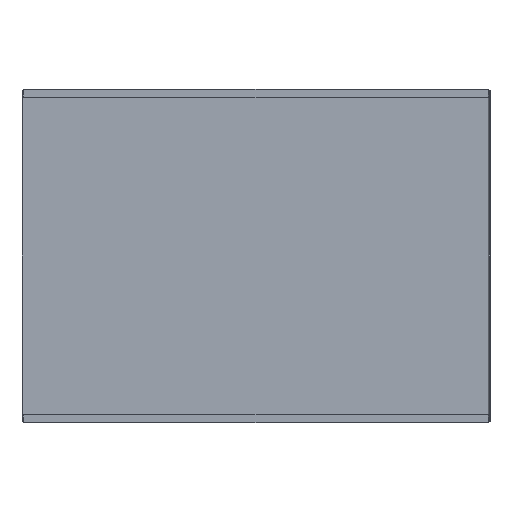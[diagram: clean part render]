
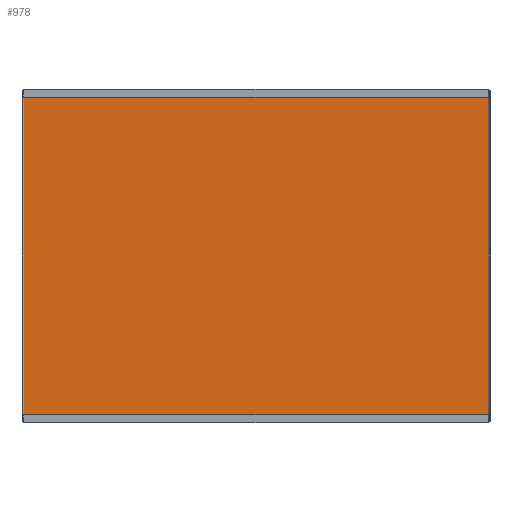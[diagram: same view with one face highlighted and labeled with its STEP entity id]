
A CAD part, front view. The second image highlights one B-rep face of the part: STEP entity #978.
In plain terms, the highlighted planar face has unit normal (0, -1, 0).
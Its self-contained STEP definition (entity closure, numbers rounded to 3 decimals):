
#11 = CARTESIAN_POINT ( 'NONE',  ( -350.5, -1.5, 239.54 ) ) ;
#34 = LINE ( 'NONE', #3713, #2026 ) ;
#307 = CARTESIAN_POINT ( 'NONE',  ( -350.5, -1.5, -239.54 ) ) ;
#403 = ORIENTED_EDGE ( 'NONE', *, *, #3421, .F. ) ;
#529 = DIRECTION ( 'NONE',  ( 0., -1., 0. ) ) ;
#653 = VERTEX_POINT ( 'NONE', #307 ) ;
#667 = DIRECTION ( 'NONE',  ( 1., 0., 0. ) ) ;
#978 = ADVANCED_FACE ( 'NONE', ( #3004 ), #3437, .T. ) ;
#1079 = EDGE_LOOP ( 'NONE', ( #403, #3138, #3682, #3023 ) ) ;
#1221 = CARTESIAN_POINT ( 'NONE',  ( 350.5, -1.5, 250. ) ) ;
#1290 = VECTOR ( 'NONE', #667, 1000. ) ;
#1563 = CARTESIAN_POINT ( 'NONE',  ( 0., -1.5, 239.54 ) ) ;
#1667 = DIRECTION ( 'NONE',  ( -1., 0., 0. ) ) ;
#1705 = LINE ( 'NONE', #1563, #1290 ) ;
#1730 = CARTESIAN_POINT ( 'NONE',  ( -350.5, -1.5, 250. ) ) ;
#1818 = EDGE_CURVE ( 'NONE', #653, #2569, #1982, .T. ) ;
#1982 = LINE ( 'NONE', #1730, #3691 ) ;
#2022 = VECTOR ( 'NONE', #3008, 1000. ) ;
#2026 = VECTOR ( 'NONE', #1667, 1000. ) ;
#2307 = CARTESIAN_POINT ( 'NONE',  ( 350.5, -1.5, -239.54 ) ) ;
#2350 = DIRECTION ( 'NONE',  ( 0., 0., 1. ) ) ;
#2451 = AXIS2_PLACEMENT_3D ( 'NONE', #3417, #529, #3451 ) ;
#2569 = VERTEX_POINT ( 'NONE', #11 ) ;
#2677 = LINE ( 'NONE', #1221, #2022 ) ;
#2793 = EDGE_CURVE ( 'NONE', #2569, #3562, #1705, .T. ) ;
#2823 = CARTESIAN_POINT ( 'NONE',  ( 350.5, -1.5, 239.54 ) ) ;
#3004 = FACE_OUTER_BOUND ( 'NONE', #1079, .T. ) ;
#3008 = DIRECTION ( 'NONE',  ( 0., 0., -1. ) ) ;
#3023 = ORIENTED_EDGE ( 'NONE', *, *, #1818, .F. ) ;
#3138 = ORIENTED_EDGE ( 'NONE', *, *, #3720, .F. ) ;
#3417 = CARTESIAN_POINT ( 'NONE',  ( 0., -1.5, 0. ) ) ;
#3421 = EDGE_CURVE ( 'NONE', #3587, #653, #34, .T. ) ;
#3437 = PLANE ( 'NONE',  #2451 ) ;
#3451 = DIRECTION ( 'NONE',  ( 0., 0., -1. ) ) ;
#3562 = VERTEX_POINT ( 'NONE', #2823 ) ;
#3587 = VERTEX_POINT ( 'NONE', #2307 ) ;
#3682 = ORIENTED_EDGE ( 'NONE', *, *, #2793, .F. ) ;
#3691 = VECTOR ( 'NONE', #2350, 1000. ) ;
#3713 = CARTESIAN_POINT ( 'NONE',  ( 0., -1.5, -239.54 ) ) ;
#3720 = EDGE_CURVE ( 'NONE', #3562, #3587, #2677, .T. ) ;
